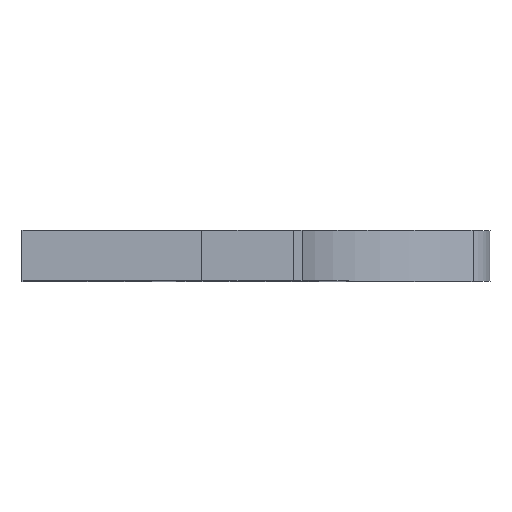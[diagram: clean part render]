
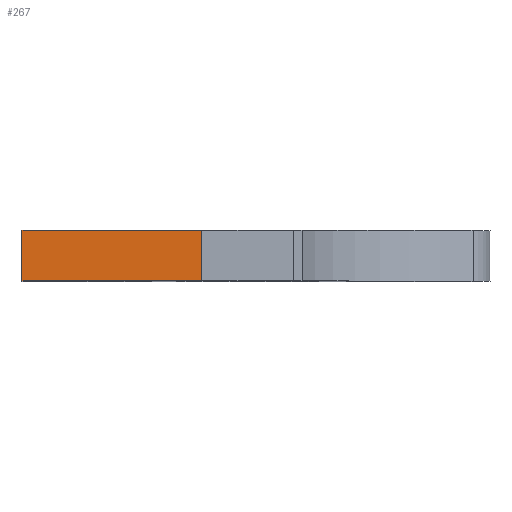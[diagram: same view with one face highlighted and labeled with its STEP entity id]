
A CAD part, top view. The second image highlights one B-rep face of the part: STEP entity #267.
In plain terms, the highlighted planar face has unit normal (0, 0, 1).
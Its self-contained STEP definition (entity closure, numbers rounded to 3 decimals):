
#133 = VECTOR ( 'NONE', #330, 1000. ) ;
#137 = LINE ( 'NONE', #333, #133 ) ;
#147 = VECTOR ( 'NONE', #349, 1000. ) ;
#153 = LINE ( 'NONE', #422, #147 ) ;
#163 = LINE ( 'NONE', #1209, #165 ) ;
#165 = VECTOR ( 'NONE', #1260, 1000. ) ;
#199 = CARTESIAN_POINT ( 'NONE',  ( -17.8, -2., 13. ) ) ;
#267 = ADVANCED_FACE ( 'NONE', ( #325 ), #868, .F. ) ;
#325 = FACE_OUTER_BOUND ( 'NONE', #604, .T. ) ;
#330 = DIRECTION ( 'NONE',  ( 0., -1., 0. ) ) ;
#333 = CARTESIAN_POINT ( 'NONE',  ( -17.8, 2., 13. ) ) ;
#349 = DIRECTION ( 'NONE',  ( 0., -1., 0. ) ) ;
#422 = CARTESIAN_POINT ( 'NONE',  ( -3.6, 2., 13. ) ) ;
#565 = DIRECTION ( 'NONE',  ( 1., 0., 0. ) ) ;
#577 = EDGE_CURVE ( 'NONE', #1264, #1254, #163, .T. ) ;
#581 = ORIENTED_EDGE ( 'NONE', *, *, #609, .F. ) ;
#604 = EDGE_LOOP ( 'NONE', ( #1289, #581, #691, #1046 ) ) ;
#609 = EDGE_CURVE ( 'NONE', #1254, #1200, #153, .T. ) ;
#628 = EDGE_CURVE ( 'NONE', #1264, #1169, #137, .T. ) ;
#691 = ORIENTED_EDGE ( 'NONE', *, *, #577, .F. ) ;
#697 = CARTESIAN_POINT ( 'NONE',  ( -17.8, -2., 13. ) ) ;
#738 = AXIS2_PLACEMENT_3D ( 'NONE', #861, #846, #873 ) ;
#846 = DIRECTION ( 'NONE',  ( 0., 0., -1. ) ) ;
#861 = CARTESIAN_POINT ( 'NONE',  ( -17.8, 2., 13. ) ) ;
#868 = PLANE ( 'NONE',  #738 ) ;
#873 = DIRECTION ( 'NONE',  ( -1., 0., 0. ) ) ;
#948 = VECTOR ( 'NONE', #565, 1000. ) ;
#958 = LINE ( 'NONE', #697, #948 ) ;
#1046 = ORIENTED_EDGE ( 'NONE', *, *, #628, .T. ) ;
#1052 = EDGE_CURVE ( 'NONE', #1169, #1200, #958, .T. ) ;
#1169 = VERTEX_POINT ( 'NONE', #199 ) ;
#1200 = VERTEX_POINT ( 'NONE', #1402 ) ;
#1209 = CARTESIAN_POINT ( 'NONE',  ( -17.8, 2., 13. ) ) ;
#1254 = VERTEX_POINT ( 'NONE', #1371 ) ;
#1260 = DIRECTION ( 'NONE',  ( 1., 0., 0. ) ) ;
#1264 = VERTEX_POINT ( 'NONE', #1344 ) ;
#1289 = ORIENTED_EDGE ( 'NONE', *, *, #1052, .T. ) ;
#1344 = CARTESIAN_POINT ( 'NONE',  ( -17.8, 2., 13. ) ) ;
#1371 = CARTESIAN_POINT ( 'NONE',  ( -3.6, 2., 13. ) ) ;
#1402 = CARTESIAN_POINT ( 'NONE',  ( -3.6, -2., 13. ) ) ;
